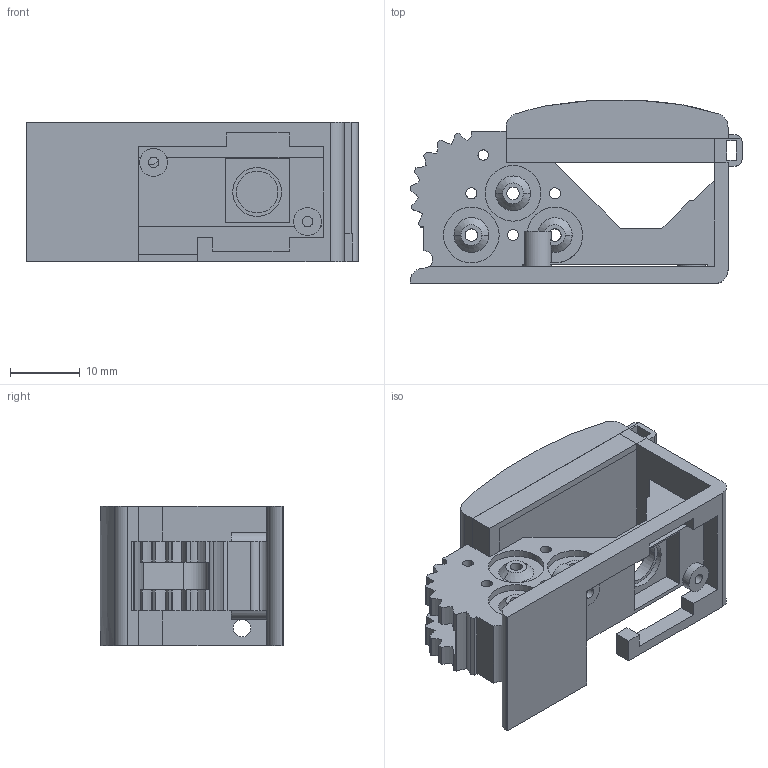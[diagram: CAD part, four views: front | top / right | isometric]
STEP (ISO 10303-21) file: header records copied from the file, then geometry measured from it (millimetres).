
FILE_DESCRIPTION(('CATIA V5 STEP Exchange'),'2;1');
FILE_NAME('Tactile_fingertip_for_3D_Printing.stp','2025-09-21T12:37:11+00:00',('none'),('none'),'CATIA Version 5 Release 21 GA (IN-10)','CATIA V5 STEP AP214','none');
FILE_SCHEMA(('AUTOMOTIVE_DESIGN { 1 0 10303 214 1 1 1 1 }'));
Length unit declared in the file: millimetre
Products named in the file (8): Tactile_fingertip_v3; fingertip_skeleton; Tactile_Fingertip_v4; Fingertip_skin_surfacev4; Fingertip_marker_v4; Fingertip_soft_clear_v4; Tactile_fingertip_lens_v4; black_cover
Assembly tree (7 placements, depth 3):
  Tactile_fingertip_v3
    fingertip_skeleton
    Tactile_Fingertip_v4
      Fingertip_skin_surfacev4
      Fingertip_marker_v4
      Fingertip_soft_clear_v4
      Tactile_fingertip_lens_v4
      black_cover
Bounding box: 47.71 x 26.4 x 20 mm (x, y, z)
Volume: 11374.8 mm3; surface area: 10942.6 mm2
Topology: 45 solids, 45 shells, 536 faces, 1193 edges, 794 vertices
Faces by surface type: plane 247, cylinder 217, bspline 57, cone 12, extrusion 3
Entity records: 15963 total; most frequent: CARTESIAN_POINT 4902, ORIENTED_EDGE 2386, DIRECTION 1588, EDGE_CURVE 1193, VERTEX_POINT 794, AXIS2_PLACEMENT_3D 722, EDGE_LOOP 610, ADVANCED_FACE 536
